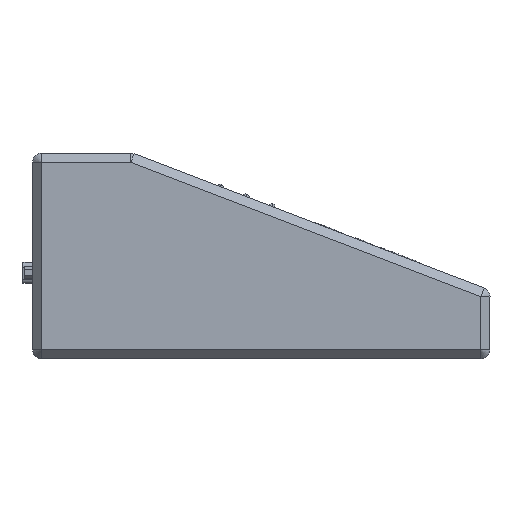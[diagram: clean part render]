
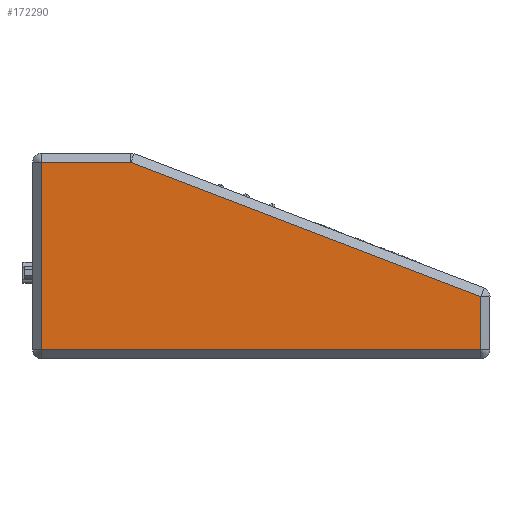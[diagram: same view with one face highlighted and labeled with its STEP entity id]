
A CAD part, front view. The second image highlights one B-rep face of the part: STEP entity #172290.
In plain terms, the highlighted planar face has unit normal (0, -1, 0).
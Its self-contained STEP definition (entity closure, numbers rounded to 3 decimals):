
#1070 = VECTOR ( 'NONE', #16366, 1000. ) ;
#8891 = ORIENTED_EDGE ( 'NONE', *, *, #47521, .T. ) ;
#12929 = VECTOR ( 'NONE', #39419, 1000. ) ;
#15554 = VECTOR ( 'NONE', #157836, 1000. ) ;
#16366 = DIRECTION ( 'NONE',  ( -1., 0., 0. ) ) ;
#19321 = CARTESIAN_POINT ( 'NONE',  ( -96., -132., 0. ) ) ;
#19970 = VERTEX_POINT ( 'NONE', #158922 ) ;
#22174 = LINE ( 'NONE', #156920, #99058 ) ;
#24786 = VERTEX_POINT ( 'NONE', #26914 ) ;
#26914 = CARTESIAN_POINT ( 'NONE',  ( 96., -132., -17.749 ) ) ;
#30476 = CARTESIAN_POINT ( 'NONE',  ( -57.047, -132., 41. ) ) ;
#31716 = LINE ( 'NONE', #198023, #72576 ) ;
#39419 = DIRECTION ( 'NONE',  ( -0.934, 0., 0.358 ) ) ;
#41990 = LINE ( 'NONE', #169846, #1070 ) ;
#45180 = DIRECTION ( 'NONE',  ( 0., 0., 1. ) ) ;
#45815 = ORIENTED_EDGE ( 'NONE', *, *, #171401, .T. ) ;
#47521 = EDGE_CURVE ( 'NONE', #24786, #73332, #53968, .T. ) ;
#48324 = CARTESIAN_POINT ( 'NONE',  ( 99.84, -132., -42.64 ) ) ;
#53968 = LINE ( 'NONE', #177427, #12929 ) ;
#56540 = LINE ( 'NONE', #19321, #15554 ) ;
#59778 = AXIS2_PLACEMENT_3D ( 'NONE', #48324, #155878, #63747 ) ;
#63747 = DIRECTION ( 'NONE',  ( -1., 0., 0. ) ) ;
#64039 = EDGE_CURVE ( 'NONE', #161066, #115428, #56540, .T. ) ;
#72576 = VECTOR ( 'NONE', #45180, 1000. ) ;
#73332 = VERTEX_POINT ( 'NONE', #30476 ) ;
#78991 = FACE_OUTER_BOUND ( 'NONE', #96648, .T. ) ;
#96648 = EDGE_LOOP ( 'NONE', ( #45815, #162390, #8891, #183801, #148250 ) ) ;
#99058 = VECTOR ( 'NONE', #141485, 1000. ) ;
#115428 = VERTEX_POINT ( 'NONE', #155412 ) ;
#137798 = EDGE_CURVE ( 'NONE', #73332, #161066, #41990, .T. ) ;
#141485 = DIRECTION ( 'NONE',  ( 1., 0., 0. ) ) ;
#148250 = ORIENTED_EDGE ( 'NONE', *, *, #64039, .T. ) ;
#155412 = CARTESIAN_POINT ( 'NONE',  ( -96., -132., -41. ) ) ;
#155878 = DIRECTION ( 'NONE',  ( 0., 1., 0. ) ) ;
#156920 = CARTESIAN_POINT ( 'NONE',  ( 0., -132., -41. ) ) ;
#157836 = DIRECTION ( 'NONE',  ( 0., 0., -1. ) ) ;
#158922 = CARTESIAN_POINT ( 'NONE',  ( 96., -132., -41. ) ) ;
#161066 = VERTEX_POINT ( 'NONE', #175975 ) ;
#162390 = ORIENTED_EDGE ( 'NONE', *, *, #198669, .T. ) ;
#169846 = CARTESIAN_POINT ( 'NONE',  ( -76.523, -132., 41. ) ) ;
#170829 = PLANE ( 'NONE',  #59778 ) ;
#171401 = EDGE_CURVE ( 'NONE', #115428, #19970, #22174, .T. ) ;
#172290 = ADVANCED_FACE ( 'NONE', ( #78991 ), #170829, .F. ) ;
#175975 = CARTESIAN_POINT ( 'NONE',  ( -96., -132., 41. ) ) ;
#177427 = CARTESIAN_POINT ( 'NONE',  ( 19.477, -132., 11.625 ) ) ;
#183801 = ORIENTED_EDGE ( 'NONE', *, *, #137798, .T. ) ;
#198023 = CARTESIAN_POINT ( 'NONE',  ( 96., -132., -29.375 ) ) ;
#198669 = EDGE_CURVE ( 'NONE', #19970, #24786, #31716, .T. ) ;
